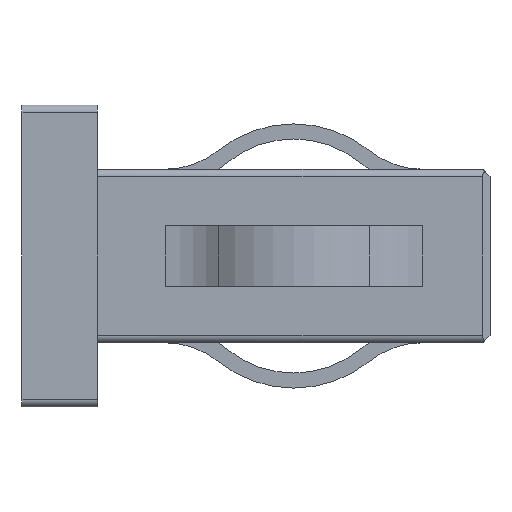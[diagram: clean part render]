
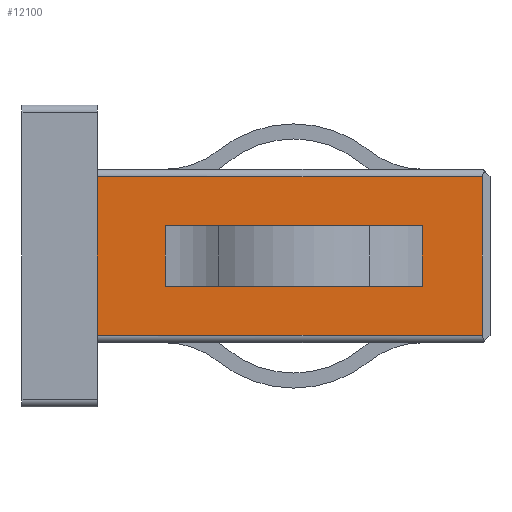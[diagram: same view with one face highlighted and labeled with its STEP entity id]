
A CAD part, left-side view. The second image highlights one B-rep face of the part: STEP entity #12100.
In plain terms, the highlighted planar face has unit normal (-1, 0, 0).
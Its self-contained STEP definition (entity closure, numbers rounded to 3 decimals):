
#47 = EDGE_CURVE ( 'NONE', #7346, #16911, #4843, .T. ) ;
#58 = EDGE_CURVE ( 'NONE', #2820, #7179, #10623, .T. ) ;
#205 = CARTESIAN_POINT ( 'NONE',  ( -15.75, -26., 5.75 ) ) ;
#409 = ORIENTED_EDGE ( 'NONE', *, *, #6919, .T. ) ;
#547 = VERTEX_POINT ( 'NONE', #1987 ) ;
#659 = DIRECTION ( 'NONE',  ( 0., 1., 0. ) ) ;
#868 = CARTESIAN_POINT ( 'NONE',  ( -15.75, -7.986, -2. ) ) ;
#1098 = FACE_OUTER_BOUND ( 'NONE', #8771, .T. ) ;
#1129 = VECTOR ( 'NONE', #9425, 1000. ) ;
#1423 = EDGE_CURVE ( 'NONE', #15106, #8522, #3365, .T. ) ;
#1987 = CARTESIAN_POINT ( 'NONE',  ( -15.75, -21.5, 2. ) ) ;
#2001 = LINE ( 'NONE', #13900, #10059 ) ;
#2214 = CARTESIAN_POINT ( 'NONE',  ( -15.75, -26., -2. ) ) ;
#2820 = VERTEX_POINT ( 'NONE', #13990 ) ;
#3089 = ORIENTED_EDGE ( 'NONE', *, *, #11101, .T. ) ;
#3200 = VERTEX_POINT ( 'NONE', #7234 ) ;
#3253 = ORIENTED_EDGE ( 'NONE', *, *, #16339, .T. ) ;
#3301 = CARTESIAN_POINT ( 'NONE',  ( -15.75, -18.014, 2. ) ) ;
#3365 = LINE ( 'NONE', #8595, #12450 ) ;
#3695 = VERTEX_POINT ( 'NONE', #11581 ) ;
#3874 = LINE ( 'NONE', #10921, #14024 ) ;
#4037 = CARTESIAN_POINT ( 'NONE',  ( -15.75, -18.014, -2. ) ) ;
#4248 = ORIENTED_EDGE ( 'NONE', *, *, #1423, .F. ) ;
#4355 = ORIENTED_EDGE ( 'NONE', *, *, #58, .T. ) ;
#4843 = LINE ( 'NONE', #17157, #8162 ) ;
#5014 = VECTOR ( 'NONE', #7101, 1000. ) ;
#5125 = LINE ( 'NONE', #13765, #14638 ) ;
#5191 = EDGE_CURVE ( 'NONE', #8966, #547, #9437, .T. ) ;
#5254 = PLANE ( 'NONE',  #7421 ) ;
#5347 = LINE ( 'NONE', #10108, #12368 ) ;
#5353 = EDGE_CURVE ( 'NONE', #3695, #3200, #2001, .T. ) ;
#5845 = ORIENTED_EDGE ( 'NONE', *, *, #47, .T. ) ;
#6162 = VERTEX_POINT ( 'NONE', #3301 ) ;
#6213 = CARTESIAN_POINT ( 'NONE',  ( -15.75, -25.5, 5.75 ) ) ;
#6477 = LINE ( 'NONE', #15021, #5014 ) ;
#6553 = DIRECTION ( 'NONE',  ( 0., 1., 0. ) ) ;
#6575 = EDGE_LOOP ( 'NONE', ( #15660, #10682, #5845, #10183, #3253, #4248, #11929, #13878 ) ) ;
#6841 = VECTOR ( 'NONE', #659, 1000. ) ;
#6919 = EDGE_CURVE ( 'NONE', #7179, #3695, #16665, .T. ) ;
#7013 = VERTEX_POINT ( 'NONE', #11851 ) ;
#7101 = DIRECTION ( 'NONE',  ( 0., 0., -1. ) ) ;
#7179 = VERTEX_POINT ( 'NONE', #16797 ) ;
#7234 = CARTESIAN_POINT ( 'NONE',  ( -15.75, 0., 5.25 ) ) ;
#7346 = VERTEX_POINT ( 'NONE', #4037 ) ;
#7421 = AXIS2_PLACEMENT_3D ( 'NONE', #205, #13466, #9473 ) ;
#7668 = ORIENTED_EDGE ( 'NONE', *, *, #5353, .T. ) ;
#8046 = CARTESIAN_POINT ( 'NONE',  ( -15.75, -4.5, 2. ) ) ;
#8162 = VECTOR ( 'NONE', #6553, 1000. ) ;
#8522 = VERTEX_POINT ( 'NONE', #8046 ) ;
#8595 = CARTESIAN_POINT ( 'NONE',  ( -15.75, -26., 2. ) ) ;
#8757 = DIRECTION ( 'NONE',  ( 0., 1., 0. ) ) ;
#8771 = EDGE_LOOP ( 'NONE', ( #3089, #4355, #409, #7668 ) ) ;
#8966 = VERTEX_POINT ( 'NONE', #14134 ) ;
#9212 = CARTESIAN_POINT ( 'NONE',  ( -15.75, -7.986, 2. ) ) ;
#9425 = DIRECTION ( 'NONE',  ( 0., -1., 0. ) ) ;
#9437 = LINE ( 'NONE', #13663, #11906 ) ;
#9473 = DIRECTION ( 'NONE',  ( 0., 0., -1. ) ) ;
#9695 = LINE ( 'NONE', #2214, #14879 ) ;
#9819 = DIRECTION ( 'NONE',  ( 0., 1., 0. ) ) ;
#9997 = DIRECTION ( 'NONE',  ( 0., 1., 0. ) ) ;
#10059 = VECTOR ( 'NONE', #8757, 1000. ) ;
#10108 = CARTESIAN_POINT ( 'NONE',  ( -15.75, -26., 2. ) ) ;
#10183 = ORIENTED_EDGE ( 'NONE', *, *, #15259, .T. ) ;
#10334 = LINE ( 'NONE', #16811, #6841 ) ;
#10406 = EDGE_CURVE ( 'NONE', #8966, #7346, #5125, .T. ) ;
#10623 = LINE ( 'NONE', #12002, #1129 ) ;
#10682 = ORIENTED_EDGE ( 'NONE', *, *, #10406, .T. ) ;
#10921 = CARTESIAN_POINT ( 'NONE',  ( -15.75, -4.5, -2. ) ) ;
#11101 = EDGE_CURVE ( 'NONE', #3200, #2820, #6477, .T. ) ;
#11164 = DIRECTION ( 'NONE',  ( 0., 1., 0. ) ) ;
#11581 = CARTESIAN_POINT ( 'NONE',  ( -15.75, -25.5, 5.25 ) ) ;
#11824 = FACE_BOUND ( 'NONE', #6575, .T. ) ;
#11851 = CARTESIAN_POINT ( 'NONE',  ( -15.75, -4.5, -2. ) ) ;
#11906 = VECTOR ( 'NONE', #16401, 1000. ) ;
#11929 = ORIENTED_EDGE ( 'NONE', *, *, #14385, .F. ) ;
#12002 = CARTESIAN_POINT ( 'NONE',  ( -15.75, -26., -5.25 ) ) ;
#12100 = ADVANCED_FACE ( 'NONE', ( #1098, #11824 ), #5254, .F. ) ;
#12368 = VECTOR ( 'NONE', #9997, 1000. ) ;
#12450 = VECTOR ( 'NONE', #11164, 1000. ) ;
#13466 = DIRECTION ( 'NONE',  ( 1., 0., 0. ) ) ;
#13537 = VECTOR ( 'NONE', #15303, 1000. ) ;
#13663 = CARTESIAN_POINT ( 'NONE',  ( -15.75, -21.5, -2. ) ) ;
#13765 = CARTESIAN_POINT ( 'NONE',  ( -15.75, -26., -2. ) ) ;
#13878 = ORIENTED_EDGE ( 'NONE', *, *, #15243, .F. ) ;
#13900 = CARTESIAN_POINT ( 'NONE',  ( -15.75, -26., 5.25 ) ) ;
#13990 = CARTESIAN_POINT ( 'NONE',  ( -15.75, 0., -5.25 ) ) ;
#14024 = VECTOR ( 'NONE', #14999, 1000. ) ;
#14134 = CARTESIAN_POINT ( 'NONE',  ( -15.75, -21.5, -2. ) ) ;
#14385 = EDGE_CURVE ( 'NONE', #6162, #15106, #10334, .T. ) ;
#14638 = VECTOR ( 'NONE', #9819, 1000. ) ;
#14879 = VECTOR ( 'NONE', #16563, 1000. ) ;
#14999 = DIRECTION ( 'NONE',  ( 0., 0., 1. ) ) ;
#15021 = CARTESIAN_POINT ( 'NONE',  ( -15.75, 0., 5.75 ) ) ;
#15106 = VERTEX_POINT ( 'NONE', #9212 ) ;
#15243 = EDGE_CURVE ( 'NONE', #547, #6162, #5347, .T. ) ;
#15259 = EDGE_CURVE ( 'NONE', #16911, #7013, #9695, .T. ) ;
#15303 = DIRECTION ( 'NONE',  ( 0., 0., 1. ) ) ;
#15660 = ORIENTED_EDGE ( 'NONE', *, *, #5191, .F. ) ;
#16339 = EDGE_CURVE ( 'NONE', #7013, #8522, #3874, .T. ) ;
#16401 = DIRECTION ( 'NONE',  ( 0., 0., 1. ) ) ;
#16563 = DIRECTION ( 'NONE',  ( 0., 1., 0. ) ) ;
#16665 = LINE ( 'NONE', #6213, #13537 ) ;
#16797 = CARTESIAN_POINT ( 'NONE',  ( -15.75, -25.5, -5.25 ) ) ;
#16811 = CARTESIAN_POINT ( 'NONE',  ( -15.75, -26., 2. ) ) ;
#16911 = VERTEX_POINT ( 'NONE', #868 ) ;
#17157 = CARTESIAN_POINT ( 'NONE',  ( -15.75, -26., -2. ) ) ;
